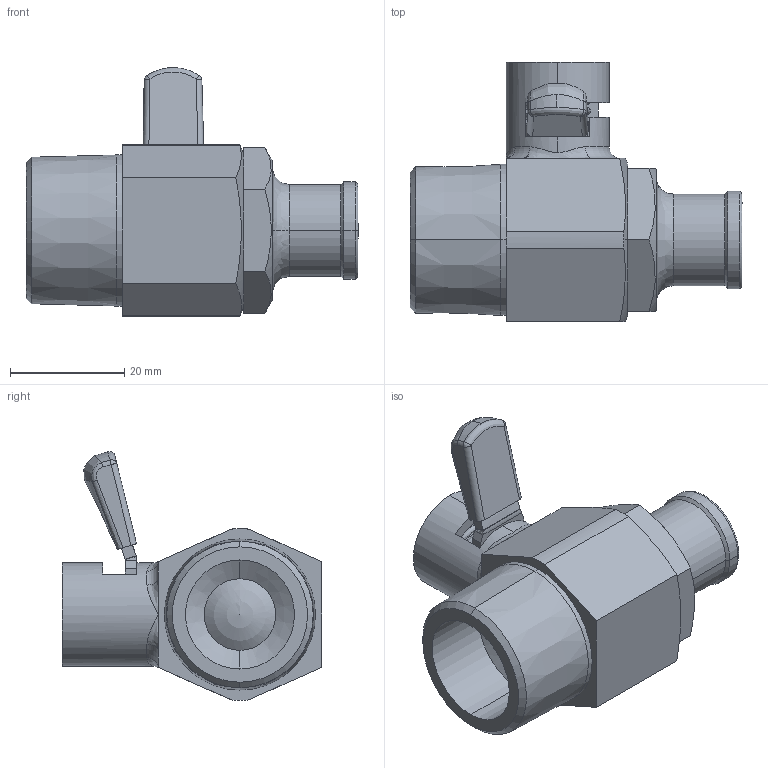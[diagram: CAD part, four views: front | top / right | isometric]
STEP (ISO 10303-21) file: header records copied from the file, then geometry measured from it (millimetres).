
FILE_DESCRIPTION (( 'STEP AP203' ), '1' );
FILE_NAME ('L-H-NPT.STEP', '2015-10-30T04:44:20', ( '微软用户' ), ( '微软中国' ), 'SwSTEP 2.0', 'SolidWorks 2010', '' );
FILE_SCHEMA (( 'CONFIG_CONTROL_DESIGN' ));
Length unit declared in the file: millimetre
Products named in the file (11): 概裝; 4.-1.9; 忒梟L; 粟銅; L-球; 縐銅; す菜; 球座; L炵蹈201; L-EZO-H; L-H-NPT
Assembly tree (11 placements, depth 2):
  L-H-NPT
    球座  x2
    L-球
    忒梟L
    縐銅
    概裝
    L炵蹈201
    す菜
    4.-1.9
    L-EZO-H
    粟銅
Bounding box: 58 x 45.25 x 43.45 mm (x, y, z)
Volume: 23462.3 mm3; surface area: 17630.2 mm2
Topology: 11 solids, 11 shells, 275 faces, 647 edges, 400 vertices
Faces by surface type: plane 106, cylinder 85, cone 40, bspline 21, torus 17, sphere 6
Entity records: 13298 total; most frequent: CARTESIAN_POINT 6094, DIRECTION 1308, ORIENTED_EDGE 1218, EDGE_CURVE 609, AXIS2_PLACEMENT_3D 507, VERTEX_POINT 380, VECTOR 294, LINE 294
